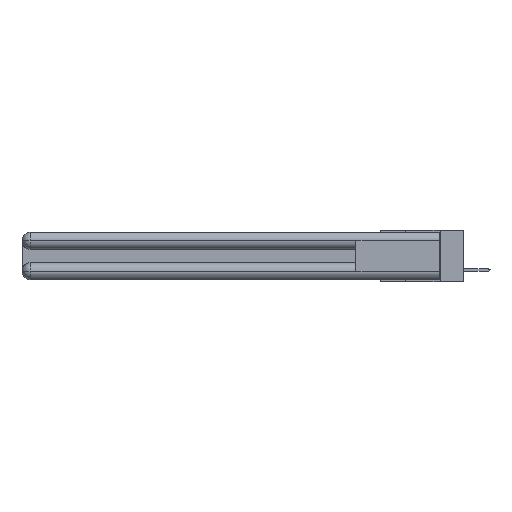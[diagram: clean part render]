
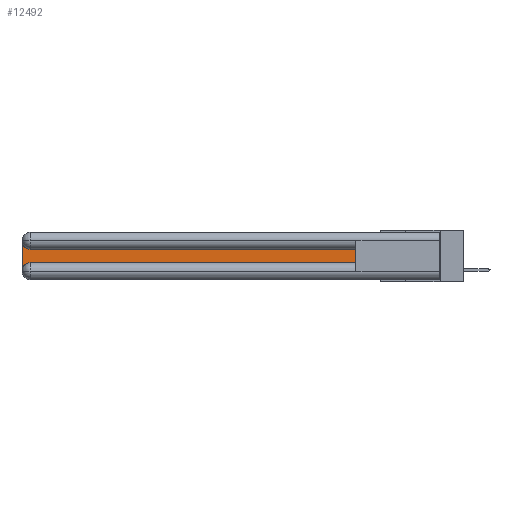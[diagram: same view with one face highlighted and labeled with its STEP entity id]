
A CAD part, left-side view. The second image highlights one B-rep face of the part: STEP entity #12492.
In plain terms, the highlighted planar face has unit normal (-1, 0, 0).
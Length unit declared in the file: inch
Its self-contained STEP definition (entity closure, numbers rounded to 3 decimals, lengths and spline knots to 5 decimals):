
#686 = DIRECTION ( 'NONE',  ( 0., 0., -1. ) ) ;
#966 = CARTESIAN_POINT ( 'NONE',  ( 0.075, 2.94, -0.2775 ) ) ;
#983 = VERTEX_POINT ( 'NONE', #31382 ) ;
#1217 = CARTESIAN_POINT ( 'NONE',  ( 0.075, 0.6, -0.2175 ) ) ;
#1930 = CARTESIAN_POINT ( 'NONE',  ( 0.075, 0.6, -0.1225 ) ) ;
#2539 = VECTOR ( 'NONE', #686, 39.37008 ) ;
#2724 = CARTESIAN_POINT ( 'NONE',  ( 0.075, 2.94, -0.1225 ) ) ;
#3094 = AXIS2_PLACEMENT_3D ( 'NONE', #12117, #14457, #16880 ) ;
#3501 = VECTOR ( 'NONE', #11606, 39.37008 ) ;
#3643 = LINE ( 'NONE', #10724, #2539 ) ;
#5453 = EDGE_CURVE ( 'NONE', #983, #9654, #7199, .T. ) ;
#6144 = EDGE_CURVE ( 'NONE', #19164, #983, #25795, .T. ) ;
#7199 = LINE ( 'NONE', #1930, #10213 ) ;
#7765 = CARTESIAN_POINT ( 'NONE',  ( 0.075, 3., -0.2775 ) ) ;
#9654 = VERTEX_POINT ( 'NONE', #2724 ) ;
#10213 = VECTOR ( 'NONE', #28915, 39.37008 ) ;
#10724 = CARTESIAN_POINT ( 'NONE',  ( 0.075, 3., -0.2175 ) ) ;
#11359 = AXIS2_PLACEMENT_3D ( 'NONE', #966, #17724, #18033 ) ;
#11606 = DIRECTION ( 'NONE',  ( 0., -1., 0. ) ) ;
#11672 = ORIENTED_EDGE ( 'NONE', *, *, #31187, .T. ) ;
#12117 = CARTESIAN_POINT ( 'NONE',  ( 0.075, 2.94, -0.0625 ) ) ;
#12236 = DIRECTION ( 'NONE',  ( 1., 0., 0. ) ) ;
#12492 = ADVANCED_FACE ( 'NONE', ( #14888 ), #31446, .F. ) ;
#13113 = EDGE_LOOP ( 'NONE', ( #25289, #11672, #16458, #14598, #24774, #22360 ) ) ;
#14457 = DIRECTION ( 'NONE',  ( 1., 0., 0. ) ) ;
#14598 = ORIENTED_EDGE ( 'NONE', *, *, #25417, .T. ) ;
#14888 = FACE_OUTER_BOUND ( 'NONE', #13113, .T. ) ;
#16458 = ORIENTED_EDGE ( 'NONE', *, *, #16852, .T. ) ;
#16852 = EDGE_CURVE ( 'NONE', #26872, #27840, #3643, .T. ) ;
#16880 = DIRECTION ( 'NONE',  ( 0., 0., -1. ) ) ;
#17724 = DIRECTION ( 'NONE',  ( 1., 0., 0. ) ) ;
#17781 = VERTEX_POINT ( 'NONE', #17963 ) ;
#17963 = CARTESIAN_POINT ( 'NONE',  ( 0.075, 2.94, -0.2175 ) ) ;
#18033 = DIRECTION ( 'NONE',  ( 0., 0., -1. ) ) ;
#18373 = LINE ( 'NONE', #28912, #3501 ) ;
#19164 = VERTEX_POINT ( 'NONE', #30085 ) ;
#19274 = CARTESIAN_POINT ( 'NONE',  ( 0.075, 3., -0.1225 ) ) ;
#19522 = CIRCLE ( 'NONE', #11359, 0.06 ) ;
#20839 = VECTOR ( 'NONE', #25109, 39.37008 ) ;
#21848 = CARTESIAN_POINT ( 'NONE',  ( 0.075, 3., -0.0625 ) ) ;
#21931 = AXIS2_PLACEMENT_3D ( 'NONE', #19274, #12236, #31655 ) ;
#22360 = ORIENTED_EDGE ( 'NONE', *, *, #6144, .T. ) ;
#24548 = CIRCLE ( 'NONE', #3094, 0.06 ) ;
#24774 = ORIENTED_EDGE ( 'NONE', *, *, #25686, .T. ) ;
#25109 = DIRECTION ( 'NONE',  ( 0., 0., 1. ) ) ;
#25289 = ORIENTED_EDGE ( 'NONE', *, *, #5453, .T. ) ;
#25417 = EDGE_CURVE ( 'NONE', #27840, #17781, #19522, .T. ) ;
#25686 = EDGE_CURVE ( 'NONE', #17781, #19164, #18373, .T. ) ;
#25795 = LINE ( 'NONE', #1217, #20839 ) ;
#26872 = VERTEX_POINT ( 'NONE', #21848 ) ;
#27840 = VERTEX_POINT ( 'NONE', #7765 ) ;
#28912 = CARTESIAN_POINT ( 'NONE',  ( 0.075, 0.6, -0.2175 ) ) ;
#28915 = DIRECTION ( 'NONE',  ( 0., 1., 0. ) ) ;
#30085 = CARTESIAN_POINT ( 'NONE',  ( 0.075, 0.6, -0.2175 ) ) ;
#31187 = EDGE_CURVE ( 'NONE', #9654, #26872, #24548, .T. ) ;
#31382 = CARTESIAN_POINT ( 'NONE',  ( 0.075, 0.6, -0.1225 ) ) ;
#31446 = PLANE ( 'NONE',  #21931 ) ;
#31655 = DIRECTION ( 'NONE',  ( 0., 0., -1. ) ) ;
